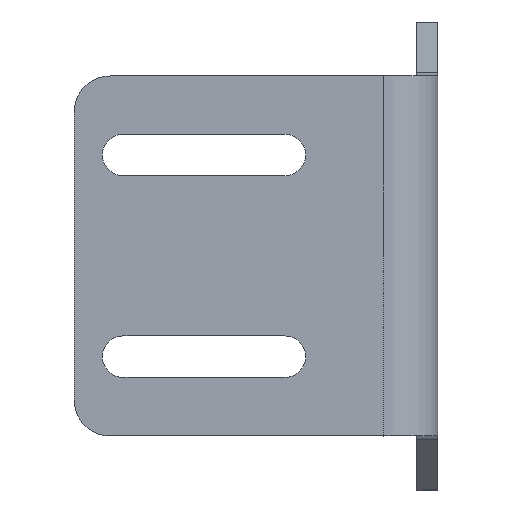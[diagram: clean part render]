
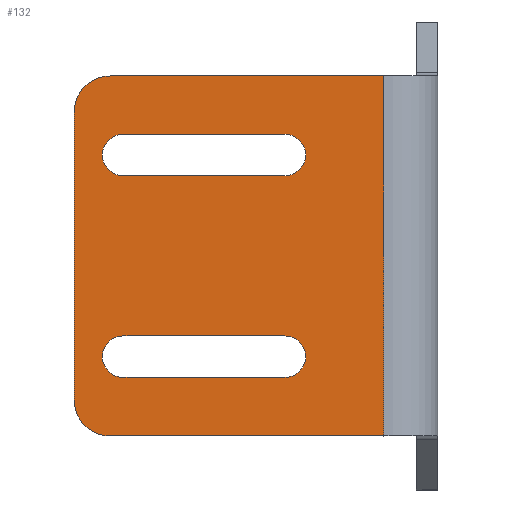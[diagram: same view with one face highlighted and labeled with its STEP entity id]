
A CAD part, front view. The second image highlights one B-rep face of the part: STEP entity #132.
In plain terms, the highlighted planar face has unit normal (0, -1, 0).
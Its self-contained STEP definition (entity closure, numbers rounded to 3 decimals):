
#41 = CARTESIAN_POINT ( 'NONE',  ( -91., 0., 40. ) ) ;
#47 = AXIS2_PLACEMENT_3D ( 'NONE', #41, #448, #126 ) ;
#50 = DIRECTION ( 'NONE',  ( 0., 1., 0. ) ) ;
#52 = DIRECTION ( 'NONE',  ( 0., 0., 1. ) ) ;
#72 = VERTEX_POINT ( 'NONE', #436 ) ;
#77 = VERTEX_POINT ( 'NONE', #1003 ) ;
#78 = ORIENTED_EDGE ( 'NONE', *, *, #650, .F. ) ;
#86 = EDGE_LOOP ( 'NONE', ( #777, #246, #867, #1030 ) ) ;
#107 = VERTEX_POINT ( 'NONE', #596 ) ;
#108 = DIRECTION ( 'NONE',  ( 0., 0., 1. ) ) ;
#112 = CARTESIAN_POINT ( 'NONE',  ( -91., 0., -50. ) ) ;
#117 = VECTOR ( 'NONE', #161, 1000. ) ;
#121 = CARTESIAN_POINT ( 'NONE',  ( -101., 0., 50. ) ) ;
#122 = CARTESIAN_POINT ( 'NONE',  ( -42.45, 0., 22.3 ) ) ;
#126 = DIRECTION ( 'NONE',  ( 0., 0., 1. ) ) ;
#129 = VECTOR ( 'NONE', #234, 1000. ) ;
#130 = CARTESIAN_POINT ( 'NONE',  ( -87.45, 0., 28.05 ) ) ;
#132 = ADVANCED_FACE ( 'NONE', ( #615, #1005, #940 ), #135, .F. ) ;
#133 = AXIS2_PLACEMENT_3D ( 'NONE', #190, #502, #108 ) ;
#135 = PLANE ( 'NONE',  #287 ) ;
#138 = EDGE_CURVE ( 'NONE', #376, #72, #219, .T. ) ;
#144 = ORIENTED_EDGE ( 'NONE', *, *, #342, .T. ) ;
#147 = DIRECTION ( 'NONE',  ( 0., 1., 0. ) ) ;
#154 = VECTOR ( 'NONE', #782, 1000. ) ;
#161 = DIRECTION ( 'NONE',  ( 1., 0., 0. ) ) ;
#187 = DIRECTION ( 'NONE',  ( 0., 0., -1. ) ) ;
#190 = CARTESIAN_POINT ( 'NONE',  ( -42.45, 0., -27.95 ) ) ;
#201 = CARTESIAN_POINT ( 'NONE',  ( -87.45, 0., -33.7 ) ) ;
#217 = VECTOR ( 'NONE', #507, 1000. ) ;
#219 = LINE ( 'NONE', #122, #260 ) ;
#220 = ORIENTED_EDGE ( 'NONE', *, *, #752, .T. ) ;
#226 = ORIENTED_EDGE ( 'NONE', *, *, #534, .T. ) ;
#234 = DIRECTION ( 'NONE',  ( 1., 0., 0. ) ) ;
#246 = ORIENTED_EDGE ( 'NONE', *, *, #707, .T. ) ;
#251 = EDGE_LOOP ( 'NONE', ( #78, #948, #144, #745, #954, #266 ) ) ;
#260 = VECTOR ( 'NONE', #440, 1000. ) ;
#265 = DIRECTION ( 'NONE',  ( 0., 0., 1. ) ) ;
#266 = ORIENTED_EDGE ( 'NONE', *, *, #487, .F. ) ;
#287 = AXIS2_PLACEMENT_3D ( 'NONE', #676, #147, #452 ) ;
#290 = CARTESIAN_POINT ( 'NONE',  ( -42.45, 0., 33.8 ) ) ;
#292 = LINE ( 'NONE', #858, #865 ) ;
#300 = DIRECTION ( 'NONE',  ( 0., -1., 0. ) ) ;
#306 = VERTEX_POINT ( 'NONE', #966 ) ;
#308 = CARTESIAN_POINT ( 'NONE',  ( -42.45, 0., -22.2 ) ) ;
#340 = AXIS2_PLACEMENT_3D ( 'NONE', #526, #300, #606 ) ;
#342 = EDGE_CURVE ( 'NONE', #468, #77, #984, .T. ) ;
#346 = EDGE_CURVE ( 'NONE', #618, #107, #422, .T. ) ;
#359 = VERTEX_POINT ( 'NONE', #290 ) ;
#363 = VECTOR ( 'NONE', #187, 1000. ) ;
#366 = CIRCLE ( 'NONE', #404, 5.75 ) ;
#369 = EDGE_CURVE ( 'NONE', #77, #1028, #1010, .T. ) ;
#371 = CARTESIAN_POINT ( 'NONE',  ( -42.45, 0., -33.7 ) ) ;
#376 = VERTEX_POINT ( 'NONE', #1009 ) ;
#404 = AXIS2_PLACEMENT_3D ( 'NONE', #130, #50, #605 ) ;
#409 = DIRECTION ( 'NONE',  ( 0., 0., -1. ) ) ;
#422 = CIRCLE ( 'NONE', #683, 5.75 ) ;
#436 = CARTESIAN_POINT ( 'NONE',  ( -87.45, 0., 22.3 ) ) ;
#440 = DIRECTION ( 'NONE',  ( -1., 0., 0. ) ) ;
#448 = DIRECTION ( 'NONE',  ( 0., -1., 0. ) ) ;
#452 = DIRECTION ( 'NONE',  ( 0., 0., 1. ) ) ;
#456 = EDGE_CURVE ( 'NONE', #564, #618, #771, .T. ) ;
#468 = VERTEX_POINT ( 'NONE', #690 ) ;
#482 = CARTESIAN_POINT ( 'NONE',  ( -42.45, 0., -22.2 ) ) ;
#487 = EDGE_CURVE ( 'NONE', #698, #791, #731, .T. ) ;
#502 = DIRECTION ( 'NONE',  ( 0., 1., 0. ) ) ;
#507 = DIRECTION ( 'NONE',  ( 1., 0., 0. ) ) ;
#513 = LINE ( 'NONE', #121, #217 ) ;
#517 = CARTESIAN_POINT ( 'NONE',  ( -15., 0., 50. ) ) ;
#524 = AXIS2_PLACEMENT_3D ( 'NONE', #880, #982, #265 ) ;
#525 = CARTESIAN_POINT ( 'NONE',  ( -15., 0., -50. ) ) ;
#526 = CARTESIAN_POINT ( 'NONE',  ( -91., 0., -40. ) ) ;
#528 = DIRECTION ( 'NONE',  ( 1., 0., 0. ) ) ;
#531 = CIRCLE ( 'NONE', #133, 5.75 ) ;
#534 = EDGE_CURVE ( 'NONE', #359, #376, #679, .T. ) ;
#546 = CARTESIAN_POINT ( 'NONE',  ( -42.45, 0., 33.8 ) ) ;
#563 = ORIENTED_EDGE ( 'NONE', *, *, #920, .T. ) ;
#564 = VERTEX_POINT ( 'NONE', #635 ) ;
#578 = CARTESIAN_POINT ( 'NONE',  ( -101., 0., 65. ) ) ;
#596 = CARTESIAN_POINT ( 'NONE',  ( -87.45, 0., -22.2 ) ) ;
#604 = VECTOR ( 'NONE', #409, 1000. ) ;
#605 = DIRECTION ( 'NONE',  ( 0., 0., 1. ) ) ;
#606 = DIRECTION ( 'NONE',  ( 0., 0., 1. ) ) ;
#615 = FACE_BOUND ( 'NONE', #86, .T. ) ;
#618 = VERTEX_POINT ( 'NONE', #201 ) ;
#635 = CARTESIAN_POINT ( 'NONE',  ( -42.45, 0., -33.7 ) ) ;
#648 = VERTEX_POINT ( 'NONE', #825 ) ;
#650 = EDGE_CURVE ( 'NONE', #306, #698, #513, .T. ) ;
#673 = EDGE_LOOP ( 'NONE', ( #563, #226, #710, #220 ) ) ;
#676 = CARTESIAN_POINT ( 'NONE',  ( -101., 0., 65. ) ) ;
#679 = CIRCLE ( 'NONE', #524, 5.75 ) ;
#683 = AXIS2_PLACEMENT_3D ( 'NONE', #855, #931, #52 ) ;
#690 = CARTESIAN_POINT ( 'NONE',  ( -101., 0., 40. ) ) ;
#698 = VERTEX_POINT ( 'NONE', #517 ) ;
#707 = EDGE_CURVE ( 'NONE', #961, #564, #531, .T. ) ;
#710 = ORIENTED_EDGE ( 'NONE', *, *, #138, .T. ) ;
#727 = LINE ( 'NONE', #482, #129 ) ;
#731 = LINE ( 'NONE', #968, #604 ) ;
#745 = ORIENTED_EDGE ( 'NONE', *, *, #369, .T. ) ;
#752 = EDGE_CURVE ( 'NONE', #72, #648, #366, .T. ) ;
#769 = EDGE_CURVE ( 'NONE', #306, #468, #1001, .T. ) ;
#771 = LINE ( 'NONE', #371, #154 ) ;
#777 = ORIENTED_EDGE ( 'NONE', *, *, #903, .T. ) ;
#782 = DIRECTION ( 'NONE',  ( -1., 0., 0. ) ) ;
#791 = VERTEX_POINT ( 'NONE', #525 ) ;
#825 = CARTESIAN_POINT ( 'NONE',  ( -87.45, 0., 33.8 ) ) ;
#836 = EDGE_CURVE ( 'NONE', #1028, #791, #292, .T. ) ;
#855 = CARTESIAN_POINT ( 'NONE',  ( -87.45, 0., -27.95 ) ) ;
#858 = CARTESIAN_POINT ( 'NONE',  ( -101., 0., -50. ) ) ;
#865 = VECTOR ( 'NONE', #528, 1000. ) ;
#867 = ORIENTED_EDGE ( 'NONE', *, *, #456, .T. ) ;
#880 = CARTESIAN_POINT ( 'NONE',  ( -42.45, 0., 28.05 ) ) ;
#892 = LINE ( 'NONE', #546, #117 ) ;
#903 = EDGE_CURVE ( 'NONE', #107, #961, #727, .T. ) ;
#920 = EDGE_CURVE ( 'NONE', #648, #359, #892, .T. ) ;
#931 = DIRECTION ( 'NONE',  ( 0., 1., 0. ) ) ;
#940 = FACE_OUTER_BOUND ( 'NONE', #251, .T. ) ;
#948 = ORIENTED_EDGE ( 'NONE', *, *, #769, .T. ) ;
#954 = ORIENTED_EDGE ( 'NONE', *, *, #836, .T. ) ;
#961 = VERTEX_POINT ( 'NONE', #308 ) ;
#966 = CARTESIAN_POINT ( 'NONE',  ( -91., 0., 50. ) ) ;
#968 = CARTESIAN_POINT ( 'NONE',  ( -15., 0., 65. ) ) ;
#982 = DIRECTION ( 'NONE',  ( 0., 1., 0. ) ) ;
#984 = LINE ( 'NONE', #578, #363 ) ;
#1001 = CIRCLE ( 'NONE', #47, 10. ) ;
#1003 = CARTESIAN_POINT ( 'NONE',  ( -101., 0., -40. ) ) ;
#1005 = FACE_BOUND ( 'NONE', #673, .T. ) ;
#1009 = CARTESIAN_POINT ( 'NONE',  ( -42.45, 0., 22.3 ) ) ;
#1010 = CIRCLE ( 'NONE', #340, 10. ) ;
#1028 = VERTEX_POINT ( 'NONE', #112 ) ;
#1030 = ORIENTED_EDGE ( 'NONE', *, *, #346, .T. ) ;
